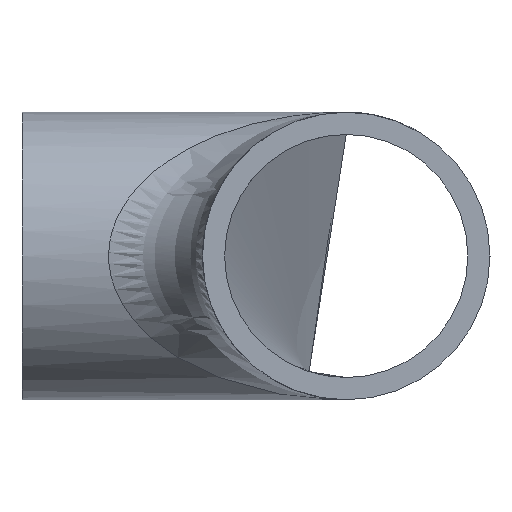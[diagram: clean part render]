
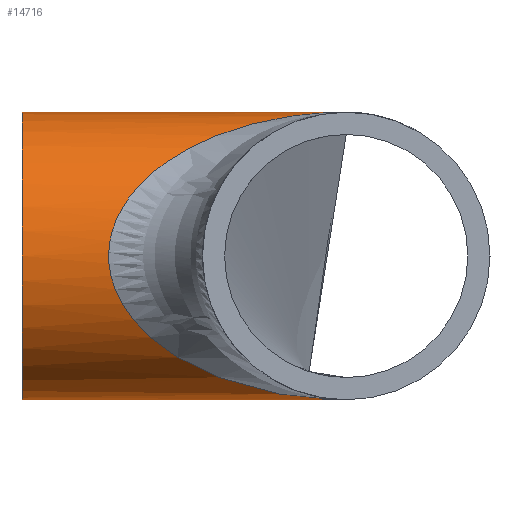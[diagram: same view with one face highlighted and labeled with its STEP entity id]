
A CAD part, left-side view. The second image highlights one B-rep face of the part: STEP entity #14716.
In plain terms, the highlighted cylindrical face has radius 16.85 mm (diameter 33.7 mm), a full revolution.
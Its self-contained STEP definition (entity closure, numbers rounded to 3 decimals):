
#127 = CARTESIAN_POINT ( 'NONE',  ( -33.7, 55.7, 16.85 ) ) ;
#679 = CARTESIAN_POINT ( 'NONE',  ( 0., 38., 0. ) ) ;
#895 = EDGE_LOOP ( 'NONE', ( #16954, #11879 ) ) ;
#1959 = FACE_OUTER_BOUND ( 'NONE', #895, .T. ) ;
#2475 = VERTEX_POINT ( 'NONE', #6102 ) ;
#3478 = ORIENTED_EDGE ( 'NONE', *, *, #16820, .F. ) ;
#4168 = VERTEX_POINT ( 'NONE', #7403 ) ;
#5143 =( BOUNDED_CURVE ( )  B_SPLINE_CURVE ( 3, ( #6636, #7847, #127, #10681 ),
 .UNSPECIFIED., .F., .T. ) 
 B_SPLINE_CURVE_WITH_KNOTS ( ( 4, 4 ),
 ( 4.712, 7.854 ),
 .UNSPECIFIED. ) 
 CURVE ( )  GEOMETRIC_REPRESENTATION_ITEM ( )  RATIONAL_B_SPLINE_CURVE ( ( 1., 0.333, 0.333, 1. ) ) 
 REPRESENTATION_ITEM ( '' )  );
#5153 = EDGE_LOOP ( 'NONE', ( #3478 ) ) ;
#5172 = CARTESIAN_POINT ( 'NONE',  ( 0., 0., -16.85 ) ) ;
#5550 = CARTESIAN_POINT ( 'NONE',  ( 0., 0., 16.85 ) ) ;
#5914 = FACE_OUTER_BOUND ( 'NONE', #5153, .T. ) ;
#6102 = CARTESIAN_POINT ( 'NONE',  ( 0., 0., -16.85 ) ) ;
#6636 = CARTESIAN_POINT ( 'NONE',  ( 0., 0., -16.85 ) ) ;
#7289 = EDGE_CURVE ( 'NONE', #4168, #2475, #16538, .T. ) ;
#7392 = CARTESIAN_POINT ( 'NONE',  ( 0., 38., 0. ) ) ;
#7403 = CARTESIAN_POINT ( 'NONE',  ( 0., 0., 16.85 ) ) ;
#7743 = CARTESIAN_POINT ( 'NONE',  ( 33.7, 55.7, -16.85 ) ) ;
#7847 = CARTESIAN_POINT ( 'NONE',  ( -33.7, 55.7, -16.85 ) ) ;
#7959 = VERTEX_POINT ( 'NONE', #15832 ) ;
#9146 = EDGE_CURVE ( 'NONE', #2475, #4168, #5143, .T. ) ;
#9966 = DIRECTION ( 'NONE',  ( 0., 1., 0. ) ) ;
#10255 = DIRECTION ( 'NONE',  ( 0., 0., -1. ) ) ;
#10681 = CARTESIAN_POINT ( 'NONE',  ( 0., 0., 16.85 ) ) ;
#11879 = ORIENTED_EDGE ( 'NONE', *, *, #7289, .T. ) ;
#12577 = AXIS2_PLACEMENT_3D ( 'NONE', #7392, #13938, #10255 ) ;
#12600 = AXIS2_PLACEMENT_3D ( 'NONE', #679, #9966, #12658 ) ;
#12658 = DIRECTION ( 'NONE',  ( 0., 0., 1. ) ) ;
#13219 = CIRCLE ( 'NONE', #12600, 16.85 ) ;
#13660 = CYLINDRICAL_SURFACE ( 'NONE', #12577, 16.85 ) ;
#13938 = DIRECTION ( 'NONE',  ( 0., -1., 0. ) ) ;
#14716 = ADVANCED_FACE ( 'NONE', ( #1959, #5914 ), #13660, .T. ) ;
#15832 = CARTESIAN_POINT ( 'NONE',  ( 0., 38., 16.85 ) ) ;
#16388 = CARTESIAN_POINT ( 'NONE',  ( 33.7, 55.7, 16.85 ) ) ;
#16538 =( BOUNDED_CURVE ( )  B_SPLINE_CURVE ( 3, ( #5550, #16388, #7743, #5172 ),
 .UNSPECIFIED., .F., .T. ) 
 B_SPLINE_CURVE_WITH_KNOTS ( ( 4, 4 ),
 ( 1.571, 4.712 ),
 .UNSPECIFIED. ) 
 CURVE ( )  GEOMETRIC_REPRESENTATION_ITEM ( )  RATIONAL_B_SPLINE_CURVE ( ( 1., 0.333, 0.333, 1. ) ) 
 REPRESENTATION_ITEM ( '' )  );
#16820 = EDGE_CURVE ( 'NONE', #7959, #7959, #13219, .T. ) ;
#16954 = ORIENTED_EDGE ( 'NONE', *, *, #9146, .T. ) ;
